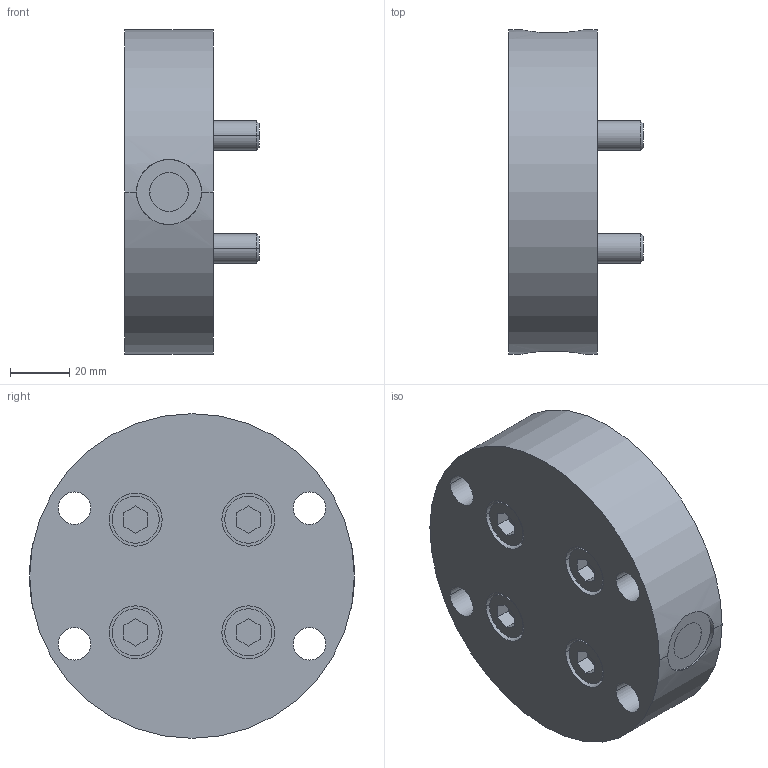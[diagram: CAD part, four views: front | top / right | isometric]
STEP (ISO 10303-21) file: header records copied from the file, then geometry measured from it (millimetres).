
FILE_DESCRIPTION((''),'2;1');
FILE_NAME('ILCM41582005','2020-05-07T',('jweaver'),(''),'PRO/ENGINEER BY PARAMETRIC TECHNOLOGY CORPORATION, 2013320','PRO/ENGINEER BY PARAMETRIC TECHNOLOGY CORPORATION, 2013320','');
FILE_SCHEMA(('AUTOMOTIVE_DESIGN { 1 0 10303 214 1 1 1 1 }'));
Length unit declared in the file: millimetre
Products named in the file (1): ILCM41582005
Bounding box: 45.6 x 110 x 110 mm (x, y, z)
Volume: 262059.4 mm3; surface area: 52861.5 mm2
Topology: 1 solids, 7 shells, 161 faces, 353 edges, 231 vertices
Faces by surface type: cylinder 74, plane 67, cone 20
Entity records: 5890 total; most frequent: DIRECTION 843, CARTESIAN_POINT 842, ORIENTED_EDGE 694, PRESENTATION_STYLE_ASSIGNMENT 364, STYLED_ITEM 360, CURVE_STYLE 353, EDGE_CURVE 353, AXIS2_PLACEMENT_3D 336
